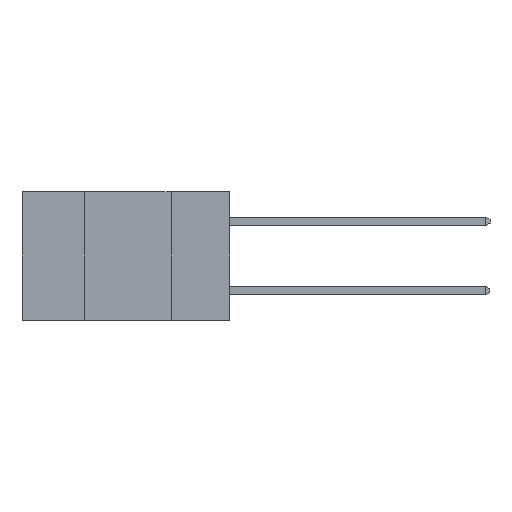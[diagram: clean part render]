
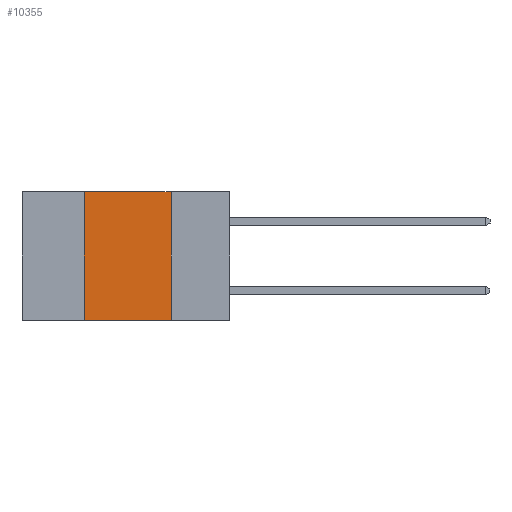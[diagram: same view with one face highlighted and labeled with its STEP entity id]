
A CAD part, left-side view. The second image highlights one B-rep face of the part: STEP entity #10355.
In plain terms, the highlighted planar face has unit normal (-1, 0, 0).
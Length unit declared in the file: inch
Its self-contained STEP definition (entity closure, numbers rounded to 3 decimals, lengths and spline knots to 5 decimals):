
#75 = VERTEX_POINT ( 'NONE', #16148 ) ;
#1172 = CARTESIAN_POINT ( 'NONE',  ( 0., 0.6, 0. ) ) ;
#1483 = DIRECTION ( 'NONE',  ( 1., 0., 0. ) ) ;
#1553 = EDGE_CURVE ( 'NONE', #14831, #2219, #3031, .T. ) ;
#2193 = CARTESIAN_POINT ( 'NONE',  ( 0., 0.42, 0. ) ) ;
#2219 = VERTEX_POINT ( 'NONE', #21679 ) ;
#2317 = VECTOR ( 'NONE', #15770, 39.37008 ) ;
#2345 = DIRECTION ( 'NONE',  ( 0., -1., 0. ) ) ;
#2366 = DIRECTION ( 'NONE',  ( 0., -1., 0. ) ) ;
#3031 = LINE ( 'NONE', #1172, #20349 ) ;
#3620 = ORIENTED_EDGE ( 'NONE', *, *, #13538, .F. ) ;
#5026 = ORIENTED_EDGE ( 'NONE', *, *, #13736, .F. ) ;
#6126 = LINE ( 'NONE', #10308, #18960 ) ;
#6235 = EDGE_LOOP ( 'NONE', ( #3620, #18754, #5026, #10575 ) ) ;
#6910 = LINE ( 'NONE', #2193, #2317 ) ;
#10020 = PLANE ( 'NONE',  #11807 ) ;
#10308 = CARTESIAN_POINT ( 'NONE',  ( 0., 0.17, 0. ) ) ;
#10355 = ADVANCED_FACE ( 'NONE', ( #17863 ), #10020, .F. ) ;
#10575 = ORIENTED_EDGE ( 'NONE', *, *, #10706, .T. ) ;
#10706 = EDGE_CURVE ( 'NONE', #15713, #75, #17328, .T. ) ;
#10904 = CARTESIAN_POINT ( 'NONE',  ( 0., 0.6, -0.37 ) ) ;
#11807 = AXIS2_PLACEMENT_3D ( 'NONE', #21565, #1483, #13348 ) ;
#11987 = DIRECTION ( 'NONE',  ( 0., 0., -1. ) ) ;
#12389 = VECTOR ( 'NONE', #2345, 39.37008 ) ;
#13348 = DIRECTION ( 'NONE',  ( 0., 0., -1. ) ) ;
#13538 = EDGE_CURVE ( 'NONE', #2219, #75, #6126, .T. ) ;
#13736 = EDGE_CURVE ( 'NONE', #15713, #14831, #6910, .T. ) ;
#14831 = VERTEX_POINT ( 'NONE', #17983 ) ;
#15713 = VERTEX_POINT ( 'NONE', #21707 ) ;
#15770 = DIRECTION ( 'NONE',  ( 0., 0., 1. ) ) ;
#16148 = CARTESIAN_POINT ( 'NONE',  ( 0., 0.17, -0.37 ) ) ;
#17328 = LINE ( 'NONE', #10904, #12389 ) ;
#17863 = FACE_OUTER_BOUND ( 'NONE', #6235, .T. ) ;
#17983 = CARTESIAN_POINT ( 'NONE',  ( 0., 0.42, 0. ) ) ;
#18754 = ORIENTED_EDGE ( 'NONE', *, *, #1553, .F. ) ;
#18960 = VECTOR ( 'NONE', #11987, 39.37008 ) ;
#20349 = VECTOR ( 'NONE', #2366, 39.37008 ) ;
#21565 = CARTESIAN_POINT ( 'NONE',  ( 0., 0.6, 0. ) ) ;
#21679 = CARTESIAN_POINT ( 'NONE',  ( 0., 0.17, 0. ) ) ;
#21707 = CARTESIAN_POINT ( 'NONE',  ( 0., 0.42, -0.37 ) ) ;
